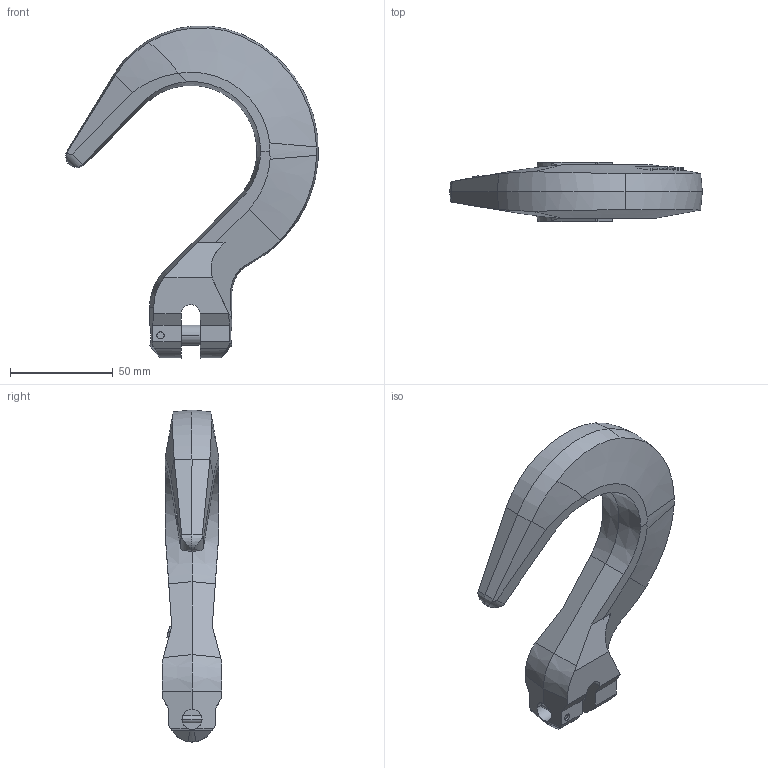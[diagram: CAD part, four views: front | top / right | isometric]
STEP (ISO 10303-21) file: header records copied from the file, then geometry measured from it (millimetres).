
FILE_DESCRIPTION((''),'2;1');
FILE_NAME('3VWH-8','2005-01-18T',('jakubetz'),(''),'PRO/ENGINEER BY PARAMETRIC TECHNOLOGY CORPORATION, 2001400','PRO/ENGINEER BY PARAMETRIC TECHNOLOGY CORPORATION, 2001400','');
FILE_SCHEMA(('CONFIG_CONTROL_DESIGN'));
Length unit declared in the file: millimetre
Products named in the file (1): 3VWH-8
Bounding box: 122.94 x 29 x 161.51 mm (x, y, z)
Volume: 148122 mm3; surface area: 27471.4 mm2
Topology: 1 solids, 1 shells, 235 faces, 642 edges, 418 vertices
Faces by surface type: plane 180, cylinder 27, cone 18, bspline 6, torus 4
Entity records: 8067 total; most frequent: CARTESIAN_POINT 2425, ORIENTED_EDGE 1284, DIRECTION 961, EDGE_CURVE 642, VERTEX_POINT 418, VECTOR 409, LINE 409, AXIS2_PLACEMENT_3D 276
